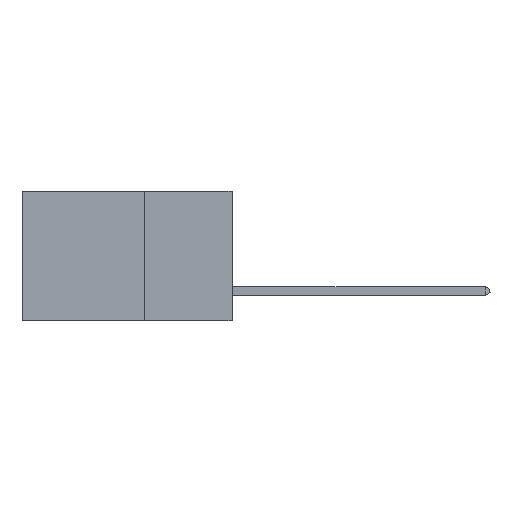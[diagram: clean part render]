
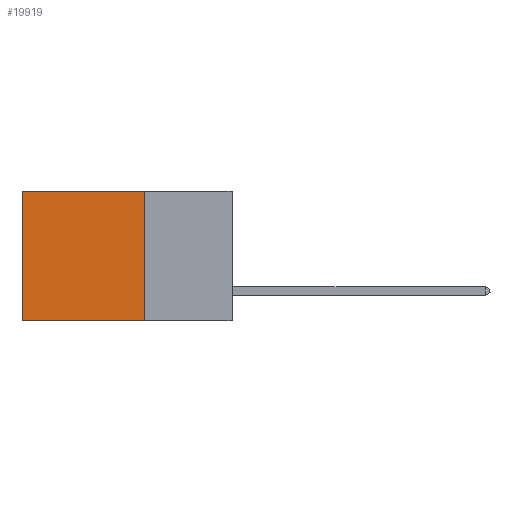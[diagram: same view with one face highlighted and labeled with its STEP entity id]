
A CAD part, left-side view. The second image highlights one B-rep face of the part: STEP entity #19919.
In plain terms, the highlighted planar face has unit normal (-1, 0, 0).
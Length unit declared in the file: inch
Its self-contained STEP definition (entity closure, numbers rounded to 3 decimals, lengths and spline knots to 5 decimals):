
#462 = VERTEX_POINT ( 'NONE', #10811 ) ;
#1313 = ORIENTED_EDGE ( 'NONE', *, *, #11828, .F. ) ;
#2127 = VERTEX_POINT ( 'NONE', #24101 ) ;
#2986 = VECTOR ( 'NONE', #14177, 39.37008 ) ;
#4795 = VECTOR ( 'NONE', #12051, 39.37008 ) ;
#7516 = CARTESIAN_POINT ( 'NONE',  ( 0.2875, 0.25, 0. ) ) ;
#7518 = DIRECTION ( 'NONE',  ( 1., 0., 0. ) ) ;
#7776 = CARTESIAN_POINT ( 'NONE',  ( 0.2875, 0.25, 0. ) ) ;
#10811 = CARTESIAN_POINT ( 'NONE',  ( 0.2875, 0.6, -0.37 ) ) ;
#11800 = DIRECTION ( 'NONE',  ( 0., 1., 0. ) ) ;
#11828 = EDGE_CURVE ( 'NONE', #2127, #12265, #27328, .T. ) ;
#12051 = DIRECTION ( 'NONE',  ( 0., 0., -1. ) ) ;
#12265 = VERTEX_POINT ( 'NONE', #23953 ) ;
#12789 = EDGE_LOOP ( 'NONE', ( #37237, #14754, #1313, #37536 ) ) ;
#14046 = CARTESIAN_POINT ( 'NONE',  ( 0.2875, 0.6, 0. ) ) ;
#14177 = DIRECTION ( 'NONE',  ( 0., 0., -1. ) ) ;
#14727 = CARTESIAN_POINT ( 'NONE',  ( 0.2875, 0.6, 0. ) ) ;
#14754 = ORIENTED_EDGE ( 'NONE', *, *, #36925, .F. ) ;
#15346 = VECTOR ( 'NONE', #11800, 39.37008 ) ;
#17933 = LINE ( 'NONE', #25849, #34532 ) ;
#19919 = ADVANCED_FACE ( 'NONE', ( #37513 ), #26016, .F. ) ;
#20548 = LINE ( 'NONE', #30009, #15346 ) ;
#23024 = EDGE_CURVE ( 'NONE', #2127, #26334, #20548, .T. ) ;
#23953 = CARTESIAN_POINT ( 'NONE',  ( 0.2875, 0.25, -0.37 ) ) ;
#24093 = EDGE_CURVE ( 'NONE', #26334, #462, #30510, .T. ) ;
#24101 = CARTESIAN_POINT ( 'NONE',  ( 0.2875, 0.25, 0. ) ) ;
#25849 = CARTESIAN_POINT ( 'NONE',  ( 0.2875, 0.25, -0.37 ) ) ;
#26016 = PLANE ( 'NONE',  #28697 ) ;
#26334 = VERTEX_POINT ( 'NONE', #14046 ) ;
#27328 = LINE ( 'NONE', #7516, #2986 ) ;
#28697 = AXIS2_PLACEMENT_3D ( 'NONE', #7776, #7518, #38210 ) ;
#30009 = CARTESIAN_POINT ( 'NONE',  ( 0.2875, 0.25, 0. ) ) ;
#30510 = LINE ( 'NONE', #14727, #4795 ) ;
#34532 = VECTOR ( 'NONE', #38043, 39.37008 ) ;
#36925 = EDGE_CURVE ( 'NONE', #12265, #462, #17933, .T. ) ;
#37237 = ORIENTED_EDGE ( 'NONE', *, *, #24093, .T. ) ;
#37513 = FACE_OUTER_BOUND ( 'NONE', #12789, .T. ) ;
#37536 = ORIENTED_EDGE ( 'NONE', *, *, #23024, .T. ) ;
#38043 = DIRECTION ( 'NONE',  ( 0., 1., 0. ) ) ;
#38210 = DIRECTION ( 'NONE',  ( 0., 0., -1. ) ) ;
